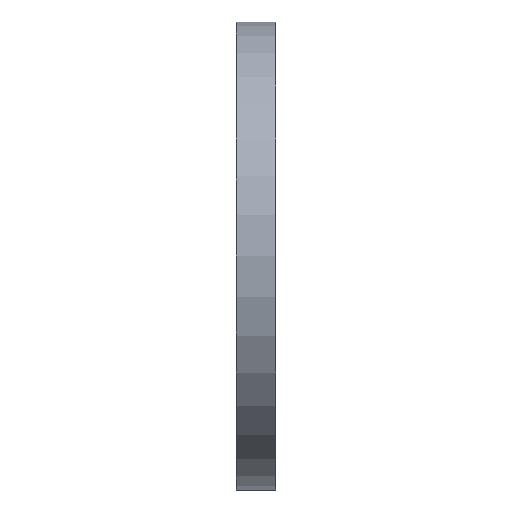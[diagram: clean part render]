
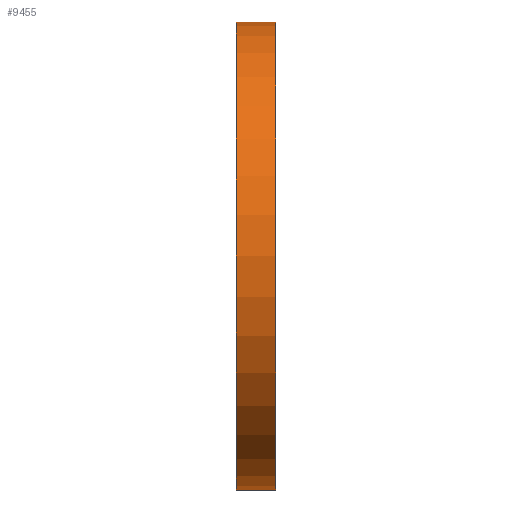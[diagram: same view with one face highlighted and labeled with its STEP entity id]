
A CAD part, left-side view. The second image highlights one B-rep face of the part: STEP entity #9455.
In plain terms, the highlighted cylindrical face has radius 38.1 mm (diameter 76.2 mm), a partial arc.
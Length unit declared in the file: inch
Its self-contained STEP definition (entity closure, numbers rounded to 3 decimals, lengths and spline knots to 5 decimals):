
#238 = DIRECTION ( 'NONE',  ( 0., 1., 0. ) ) ;
#376 = CYLINDRICAL_SURFACE ( 'NONE', #18327, 1.5 ) ;
#1798 = DIRECTION ( 'NONE',  ( 0., 1., 0. ) ) ;
#2260 = AXIS2_PLACEMENT_3D ( 'NONE', #12519, #1798, #14301 ) ;
#2293 = CARTESIAN_POINT ( 'NONE',  ( -1.55006, 0.25, -1.5 ) ) ;
#2464 = EDGE_CURVE ( 'NONE', #10447, #19025, #7278, .T. ) ;
#3906 = DIRECTION ( 'NONE',  ( 0., 0., -1. ) ) ;
#4119 = DIRECTION ( 'NONE',  ( 0., -1., 0. ) ) ;
#4443 = AXIS2_PLACEMENT_3D ( 'NONE', #10955, #238, #12761 ) ;
#6870 = VERTEX_POINT ( 'NONE', #8434 ) ;
#6895 = EDGE_LOOP ( 'NONE', ( #15770, #19901, #14440, #10242 ) ) ;
#7278 = CIRCLE ( 'NONE', #4443, 1.5 ) ;
#7510 = DIRECTION ( 'NONE',  ( 0., -1., 0. ) ) ;
#8196 = DIRECTION ( 'NONE',  ( 0., -1., 0. ) ) ;
#8434 = CARTESIAN_POINT ( 'NONE',  ( -1.55006, 0.25, 1.5 ) ) ;
#9455 = ADVANCED_FACE ( 'NONE', ( #10458 ), #376, .T. ) ;
#10220 = CARTESIAN_POINT ( 'NONE',  ( -1.55006, 0., -1.5 ) ) ;
#10242 = ORIENTED_EDGE ( 'NONE', *, *, #12586, .T. ) ;
#10447 = VERTEX_POINT ( 'NONE', #10220 ) ;
#10458 = FACE_OUTER_BOUND ( 'NONE', #6895, .T. ) ;
#10955 = CARTESIAN_POINT ( 'NONE',  ( -1.55006, 0., 0. ) ) ;
#11132 = LINE ( 'NONE', #2293, #20038 ) ;
#12519 = CARTESIAN_POINT ( 'NONE',  ( -1.55006, 0.25, 0. ) ) ;
#12586 = EDGE_CURVE ( 'NONE', #22198, #10447, #11132, .T. ) ;
#12761 = DIRECTION ( 'NONE',  ( 0., 0., 1. ) ) ;
#13797 = CARTESIAN_POINT ( 'NONE',  ( -1.55006, 0., 1.5 ) ) ;
#14301 = DIRECTION ( 'NONE',  ( 0., 0., 1. ) ) ;
#14440 = ORIENTED_EDGE ( 'NONE', *, *, #14604, .F. ) ;
#14604 = EDGE_CURVE ( 'NONE', #22198, #6870, #17994, .T. ) ;
#15671 = CARTESIAN_POINT ( 'NONE',  ( -1.55006, 0.25, -1.5 ) ) ;
#15770 = ORIENTED_EDGE ( 'NONE', *, *, #2464, .T. ) ;
#16200 = EDGE_CURVE ( 'NONE', #6870, #19025, #19303, .T. ) ;
#16362 = CARTESIAN_POINT ( 'NONE',  ( -1.55006, 0.25, 0. ) ) ;
#17994 = CIRCLE ( 'NONE', #2260, 1.5 ) ;
#18327 = AXIS2_PLACEMENT_3D ( 'NONE', #16362, #7510, #3906 ) ;
#18733 = VECTOR ( 'NONE', #8196, 39.37008 ) ;
#19025 = VERTEX_POINT ( 'NONE', #13797 ) ;
#19303 = LINE ( 'NONE', #20616, #18733 ) ;
#19901 = ORIENTED_EDGE ( 'NONE', *, *, #16200, .F. ) ;
#20038 = VECTOR ( 'NONE', #4119, 39.37008 ) ;
#20616 = CARTESIAN_POINT ( 'NONE',  ( -1.55006, 0.25, 1.5 ) ) ;
#22198 = VERTEX_POINT ( 'NONE', #15671 ) ;
